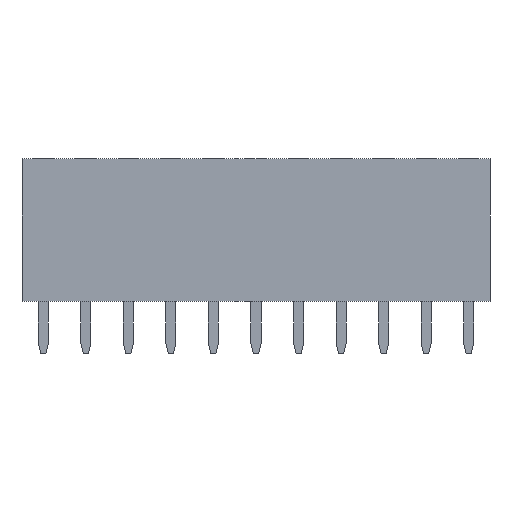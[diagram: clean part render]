
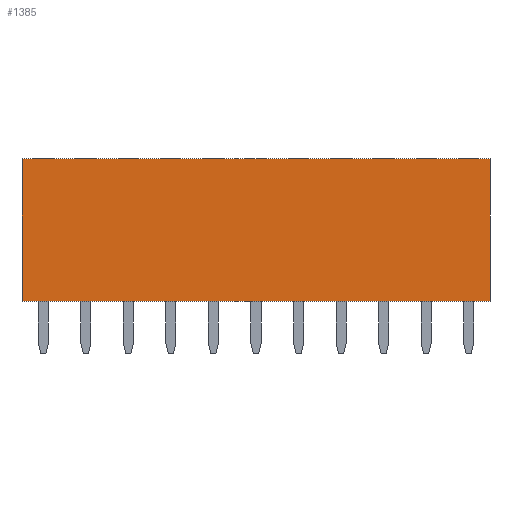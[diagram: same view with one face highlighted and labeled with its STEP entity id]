
A CAD part, left-side view. The second image highlights one B-rep face of the part: STEP entity #1385.
In plain terms, the highlighted planar face has unit normal (-1, 0, 0).
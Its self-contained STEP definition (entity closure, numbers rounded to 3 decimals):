
#62 = VERTEX_POINT('',#63);
#63 = CARTESIAN_POINT('',(-1.27,-26.67,0.));
#71 = EDGE_CURVE('',#62,#72,#74,.T.);
#72 = VERTEX_POINT('',#73);
#73 = CARTESIAN_POINT('',(-1.27,-26.67,8.5));
#74 = LINE('',#75,#76);
#75 = CARTESIAN_POINT('',(-1.27,-26.67,0.));
#76 = VECTOR('',#77,1.);
#77 = DIRECTION('',(0.,0.,1.));
#134 = VERTEX_POINT('',#135);
#135 = CARTESIAN_POINT('',(-1.27,1.27,8.5));
#141 = EDGE_CURVE('',#142,#134,#144,.T.);
#142 = VERTEX_POINT('',#143);
#143 = CARTESIAN_POINT('',(-1.27,1.27,0.));
#144 = LINE('',#145,#146);
#145 = CARTESIAN_POINT('',(-1.27,1.27,0.));
#146 = VECTOR('',#147,1.);
#147 = DIRECTION('',(0.,0.,1.));
#206 = EDGE_CURVE('',#134,#72,#207,.T.);
#207 = LINE('',#208,#209);
#208 = CARTESIAN_POINT('',(-1.27,1.27,8.5));
#209 = VECTOR('',#210,1.);
#210 = DIRECTION('',(0.,-1.,0.));
#603 = EDGE_CURVE('',#142,#62,#604,.T.);
#604 = LINE('',#605,#606);
#605 = CARTESIAN_POINT('',(-1.27,1.27,0.));
#606 = VECTOR('',#607,1.);
#607 = DIRECTION('',(0.,-1.,0.));
#1385 = ADVANCED_FACE('',(#1386),#1392,.F.);
#1386 = FACE_BOUND('',#1387,.F.);
#1387 = EDGE_LOOP('',(#1388,#1389,#1390,#1391));
#1388 = ORIENTED_EDGE('',*,*,#141,.T.);
#1389 = ORIENTED_EDGE('',*,*,#206,.T.);
#1390 = ORIENTED_EDGE('',*,*,#71,.F.);
#1391 = ORIENTED_EDGE('',*,*,#603,.F.);
#1392 = PLANE('',#1393);
#1393 = AXIS2_PLACEMENT_3D('',#1394,#1395,#1396);
#1394 = CARTESIAN_POINT('',(-1.27,1.27,0.));
#1395 = DIRECTION('',(1.,0.,0.));
#1396 = DIRECTION('',(0.,-1.,0.));
